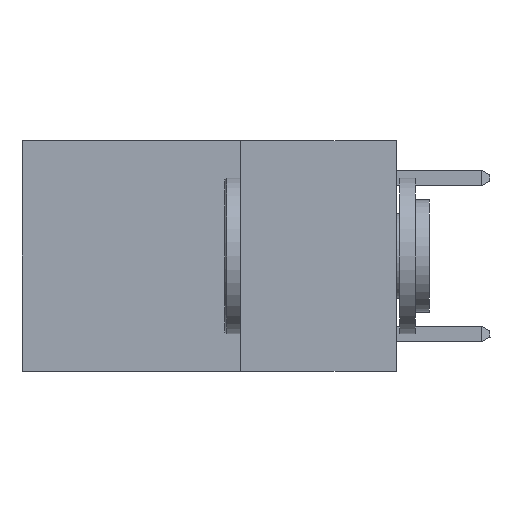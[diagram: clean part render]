
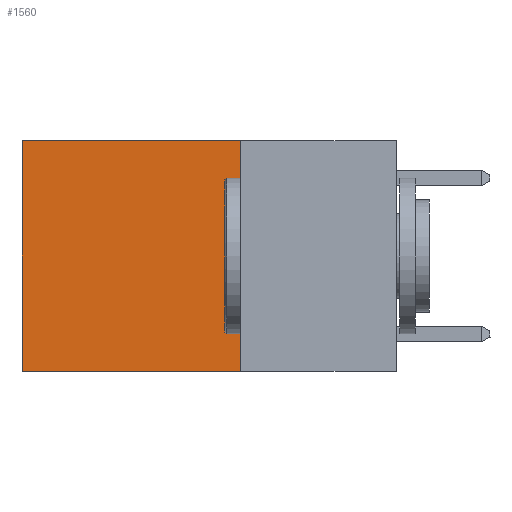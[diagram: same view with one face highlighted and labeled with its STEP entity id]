
A CAD part, left-side view. The second image highlights one B-rep face of the part: STEP entity #1560.
In plain terms, the highlighted planar face has unit normal (-1, 0, 0).
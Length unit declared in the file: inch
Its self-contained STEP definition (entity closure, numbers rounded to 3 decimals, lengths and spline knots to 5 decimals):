
#67 = LINE ( 'NONE', #10461, #7734 ) ;
#894 = EDGE_CURVE ( 'NONE', #3299, #2996, #10750, .T. ) ;
#964 = DIRECTION ( 'NONE',  ( 1., 0., 0. ) ) ;
#1160 = ORIENTED_EDGE ( 'NONE', *, *, #5028, .F. ) ;
#1560 = ADVANCED_FACE ( 'NONE', ( #8245 ), #4145, .F. ) ;
#1872 = CARTESIAN_POINT ( 'NONE',  ( 0.2625, 0.6, 0. ) ) ;
#2098 = EDGE_LOOP ( 'NONE', ( #5435, #11014, #1160, #5760 ) ) ;
#2996 = VERTEX_POINT ( 'NONE', #9930 ) ;
#3299 = VERTEX_POINT ( 'NONE', #9170 ) ;
#3455 = DIRECTION ( 'NONE',  ( 0., 0., -1. ) ) ;
#3943 = EDGE_CURVE ( 'NONE', #4286, #2996, #5864, .T. ) ;
#4024 = DIRECTION ( 'NONE',  ( 0., 1., 0. ) ) ;
#4055 = VECTOR ( 'NONE', #7018, 39.37008 ) ;
#4145 = PLANE ( 'NONE',  #4456 ) ;
#4286 = VERTEX_POINT ( 'NONE', #8403 ) ;
#4348 = DIRECTION ( 'NONE',  ( 0., 1., 0. ) ) ;
#4456 = AXIS2_PLACEMENT_3D ( 'NONE', #6857, #964, #6871 ) ;
#4959 = EDGE_CURVE ( 'NONE', #5719, #4286, #67, .T. ) ;
#5028 = EDGE_CURVE ( 'NONE', #5719, #3299, #6579, .T. ) ;
#5103 = CARTESIAN_POINT ( 'NONE',  ( 0.2625, 0.25, 0. ) ) ;
#5435 = ORIENTED_EDGE ( 'NONE', *, *, #3943, .T. ) ;
#5719 = VERTEX_POINT ( 'NONE', #9031 ) ;
#5760 = ORIENTED_EDGE ( 'NONE', *, *, #4959, .T. ) ;
#5864 = LINE ( 'NONE', #1872, #7756 ) ;
#6579 = LINE ( 'NONE', #5103, #4055 ) ;
#6857 = CARTESIAN_POINT ( 'NONE',  ( 0.2625, 0.25, 0. ) ) ;
#6871 = DIRECTION ( 'NONE',  ( 0., 0., -1. ) ) ;
#7018 = DIRECTION ( 'NONE',  ( 0., 0., -1. ) ) ;
#7734 = VECTOR ( 'NONE', #4024, 39.37008 ) ;
#7756 = VECTOR ( 'NONE', #3455, 39.37008 ) ;
#8245 = FACE_OUTER_BOUND ( 'NONE', #2098, .T. ) ;
#8396 = VECTOR ( 'NONE', #4348, 39.37008 ) ;
#8403 = CARTESIAN_POINT ( 'NONE',  ( 0.2625, 0.6, 0. ) ) ;
#9031 = CARTESIAN_POINT ( 'NONE',  ( 0.2625, 0.25, 0. ) ) ;
#9170 = CARTESIAN_POINT ( 'NONE',  ( 0.2625, 0.25, -0.37 ) ) ;
#9476 = CARTESIAN_POINT ( 'NONE',  ( 0.2625, 0.25, -0.37 ) ) ;
#9930 = CARTESIAN_POINT ( 'NONE',  ( 0.2625, 0.6, -0.37 ) ) ;
#10461 = CARTESIAN_POINT ( 'NONE',  ( 0.2625, 0.25, 0. ) ) ;
#10750 = LINE ( 'NONE', #9476, #8396 ) ;
#11014 = ORIENTED_EDGE ( 'NONE', *, *, #894, .F. ) ;
